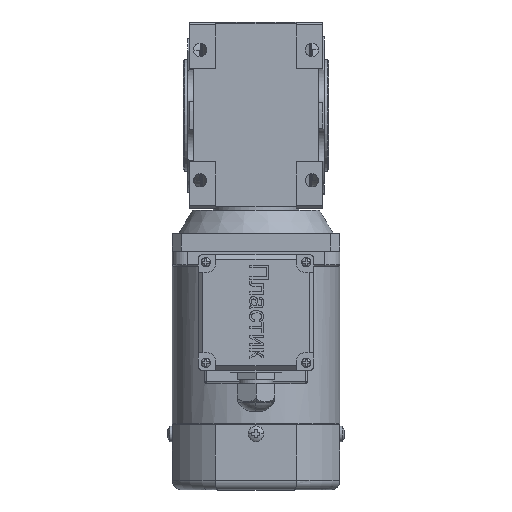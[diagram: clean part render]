
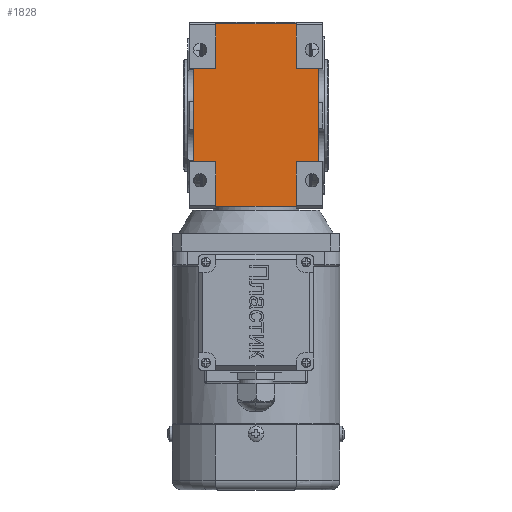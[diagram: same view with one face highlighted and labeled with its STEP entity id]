
A CAD part, top view. The second image highlights one B-rep face of the part: STEP entity #1828.
In plain terms, the highlighted face is planar.
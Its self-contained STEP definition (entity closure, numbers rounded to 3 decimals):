
#1828=ADVANCED_FACE('',(#3265),#2512,.F.);
#2512=PLANE('',#19034);
#3265=FACE_OUTER_BOUND('',#4351,.T.);
#4351=EDGE_LOOP('',(#10925,#10926,#10927,#10928,#10929,#10930,#10931,#10932,
#10933,#10934,#10935,#10936));
#5641=LINE('',#29949,#7151);
#5642=LINE('',#29952,#7152);
#5643=LINE('',#29954,#7153);
#5644=LINE('',#29956,#7154);
#5645=LINE('',#29958,#7155);
#5646=LINE('',#29960,#7156);
#5647=LINE('',#29962,#7157);
#5648=LINE('',#29964,#7158);
#5649=LINE('',#29966,#7159);
#5650=LINE('',#29968,#7160);
#5651=LINE('',#29970,#7161);
#5652=LINE('',#29972,#7162);
#7151=VECTOR('',#22979,1.);
#7152=VECTOR('',#22980,1.);
#7153=VECTOR('',#22981,1.);
#7154=VECTOR('',#22982,1.);
#7155=VECTOR('',#22983,1.);
#7156=VECTOR('',#22984,1.);
#7157=VECTOR('',#22985,1.);
#7158=VECTOR('',#22986,1.);
#7159=VECTOR('',#22987,1.);
#7160=VECTOR('',#22988,1.);
#7161=VECTOR('',#22989,1.);
#7162=VECTOR('',#22990,1.);
#10925=ORIENTED_EDGE('',*,*,#16259,.F.);
#10926=ORIENTED_EDGE('',*,*,#16260,.T.);
#10927=ORIENTED_EDGE('',*,*,#16261,.F.);
#10928=ORIENTED_EDGE('',*,*,#16262,.F.);
#10929=ORIENTED_EDGE('',*,*,#16263,.F.);
#10930=ORIENTED_EDGE('',*,*,#16264,.F.);
#10931=ORIENTED_EDGE('',*,*,#16265,.F.);
#10932=ORIENTED_EDGE('',*,*,#16266,.T.);
#10933=ORIENTED_EDGE('',*,*,#16267,.T.);
#10934=ORIENTED_EDGE('',*,*,#16268,.T.);
#10935=ORIENTED_EDGE('',*,*,#16269,.F.);
#10936=ORIENTED_EDGE('',*,*,#16270,.F.);
#14064=VERTEX_POINT('',#29950);
#14065=VERTEX_POINT('',#29951);
#14066=VERTEX_POINT('',#29953);
#14067=VERTEX_POINT('',#29955);
#14068=VERTEX_POINT('',#29957);
#14069=VERTEX_POINT('',#29959);
#14070=VERTEX_POINT('',#29961);
#14071=VERTEX_POINT('',#29963);
#14072=VERTEX_POINT('',#29965);
#14073=VERTEX_POINT('',#29967);
#14074=VERTEX_POINT('',#29969);
#14075=VERTEX_POINT('',#29971);
#16259=EDGE_CURVE('',#14064,#14065,#5641,.T.);
#16260=EDGE_CURVE('',#14064,#14066,#5642,.T.);
#16261=EDGE_CURVE('',#14067,#14066,#5643,.T.);
#16262=EDGE_CURVE('',#14068,#14067,#5644,.T.);
#16263=EDGE_CURVE('',#14069,#14068,#5645,.T.);
#16264=EDGE_CURVE('',#14070,#14069,#5646,.T.);
#16265=EDGE_CURVE('',#14071,#14070,#5647,.T.);
#16266=EDGE_CURVE('',#14071,#14072,#5648,.T.);
#16267=EDGE_CURVE('',#14072,#14073,#5649,.T.);
#16268=EDGE_CURVE('',#14073,#14074,#5650,.T.);
#16269=EDGE_CURVE('',#14075,#14074,#5651,.T.);
#16270=EDGE_CURVE('',#14065,#14075,#5652,.T.);
#19034=AXIS2_PLACEMENT_3D('',#29973,#22991,#22992);
#22979=DIRECTION('',(0.,0.,1.));
#22980=DIRECTION('',(-1.,0.,0.));
#22981=DIRECTION('',(0.,0.,-1.));
#22982=DIRECTION('',(1.,0.,0.));
#22983=DIRECTION('',(0.,0.,-1.));
#22984=DIRECTION('',(-1.,0.,0.));
#22985=DIRECTION('',(0.,0.,-1.));
#22986=DIRECTION('',(1.,0.,0.));
#22987=DIRECTION('',(0.,0.,-1.));
#22988=DIRECTION('',(1.,0.,0.));
#22989=DIRECTION('',(0.,0.,1.));
#22990=DIRECTION('',(1.,0.,0.));
#22991=DIRECTION('',(0.,-1.,0.));
#22992=DIRECTION('',(-1.,0.,0.));
#29949=CARTESIAN_POINT('',(21.5,69.37,-48.935));
#29950=CARTESIAN_POINT('',(21.5,69.37,-48.935));
#29951=CARTESIAN_POINT('',(21.5,69.37,-25.));
#29952=CARTESIAN_POINT('',(21.5,69.37,-48.935));
#29953=CARTESIAN_POINT('',(-21.5,69.37,-48.935));
#29954=CARTESIAN_POINT('',(-21.5,69.37,-25.));
#29955=CARTESIAN_POINT('',(-21.5,69.37,-25.));
#29956=CARTESIAN_POINT('',(-33.37,69.37,-25.));
#29957=CARTESIAN_POINT('',(-33.37,69.37,-25.));
#29958=CARTESIAN_POINT('',(-33.37,69.37,25.));
#29959=CARTESIAN_POINT('',(-33.37,69.37,25.));
#29960=CARTESIAN_POINT('',(-21.5,69.37,25.));
#29961=CARTESIAN_POINT('',(-21.5,69.37,25.));
#29962=CARTESIAN_POINT('',(-21.5,69.37,48.935));
#29963=CARTESIAN_POINT('',(-21.5,69.37,48.935));
#29964=CARTESIAN_POINT('',(-21.5,69.37,48.935));
#29965=CARTESIAN_POINT('',(21.5,69.37,48.935));
#29966=CARTESIAN_POINT('',(21.5,69.37,48.935));
#29967=CARTESIAN_POINT('',(21.5,69.37,25.));
#29968=CARTESIAN_POINT('',(21.5,69.37,25.));
#29969=CARTESIAN_POINT('',(33.37,69.37,25.));
#29970=CARTESIAN_POINT('',(33.37,69.37,-25.));
#29971=CARTESIAN_POINT('',(33.37,69.37,-25.));
#29972=CARTESIAN_POINT('',(21.5,69.37,-25.));
#29973=CARTESIAN_POINT('',(21.5,69.37,-48.935));
